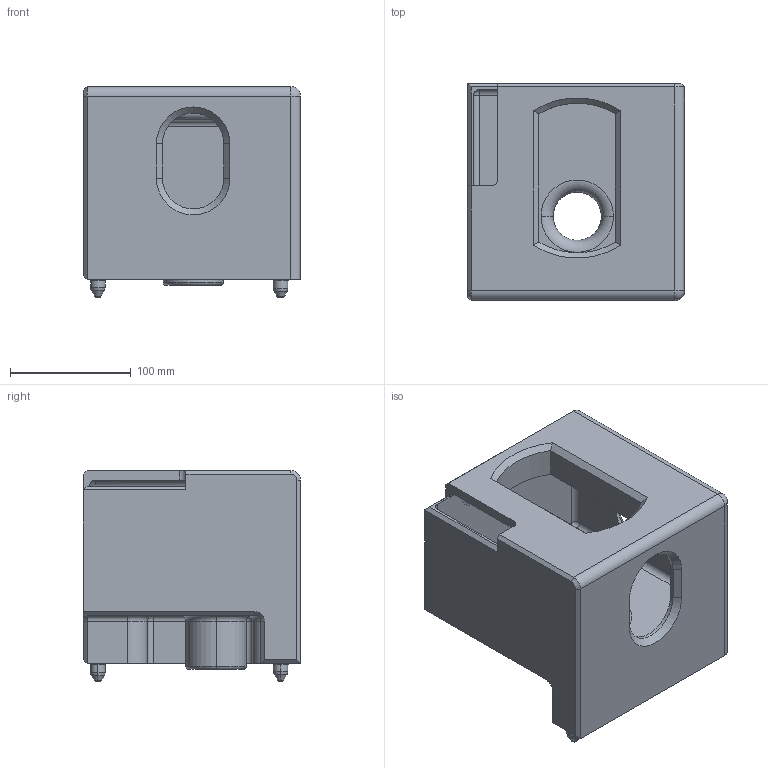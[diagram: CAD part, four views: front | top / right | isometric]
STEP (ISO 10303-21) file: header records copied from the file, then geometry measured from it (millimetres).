
FILE_DESCRIPTION((''),'2;1');
FILE_NAME('1023-01-T007','2019-11-22T',('dennis.jansen'),(''),'PRO/ENGINEER BY PARAMETRIC TECHNOLOGY CORPORATION, 2014200','PRO/ENGINEER BY PARAMETRIC TECHNOLOGY CORPORATION, 2014200','');
FILE_SCHEMA(('CONFIG_CONTROL_DESIGN'));
Length unit declared in the file: millimetre
Products named in the file (1): 1023-01-T007
Bounding box: 180 x 180 x 175 mm (x, y, z)
Volume: 1126645 mm3; surface area: 297935.7 mm2
Topology: 1 solids, 1 shells, 185 faces, 480 edges, 297 vertices
Faces by surface type: cylinder 62, plane 54, cone 26, torus 19, sphere 14, bspline 10
Entity records: 7382 total; most frequent: CARTESIAN_POINT 1219, DIRECTION 1077, ORIENTED_EDGE 948, PRESENTATION_STYLE_ASSIGNMENT 475, STYLED_ITEM 475, CURVE_STYLE 474, EDGE_CURVE 474, AXIS2_PLACEMENT_3D 432
